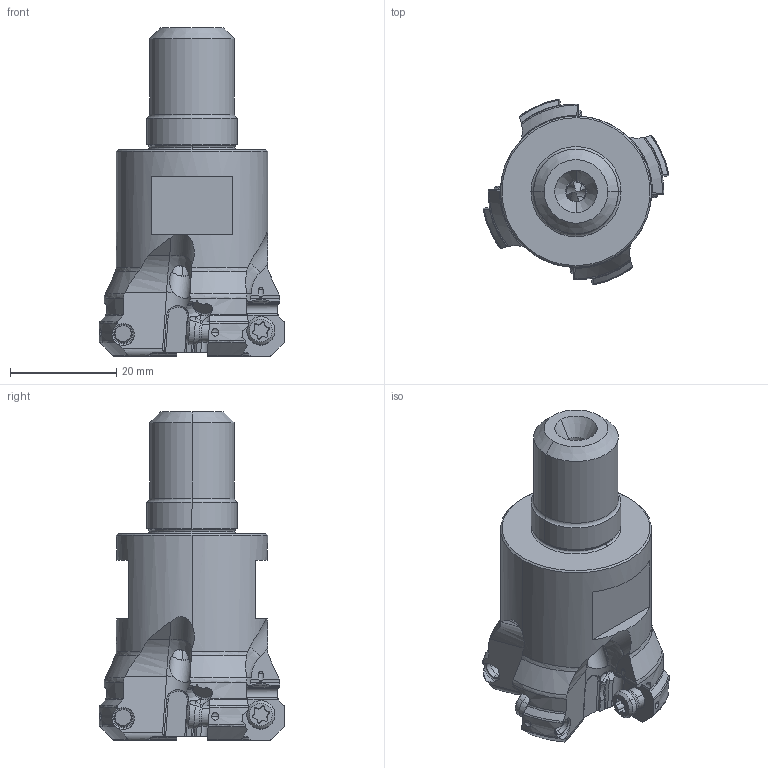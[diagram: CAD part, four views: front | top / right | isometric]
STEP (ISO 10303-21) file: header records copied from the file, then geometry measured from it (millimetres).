
FILE_DESCRIPTION(/* description */ (''),/* implementation_level */ '2;1');
FILE_NAME(/* name */ 'ARP6UPR2404AM1640.stp',/* time_stamp */ '2017-10-10T11:45:51+09:00',/* author */ (''),/* organization */ (''),/* preprocessor_version */ 'ST-DEVELOPER v16',/* originating_system */ 'SIEMENS PLM Software NX 10.0',/* authorisation */ '');
FILE_SCHEMA (('AUTOMOTIVE_DESIGN { 1 0 10303 214 3 1 1 1 }'));
Length unit declared in the file: millimetre
Products named in the file (1): ARP6UPR2404AM1640_ASM
Bounding box: 35.05 x 35.05 x 61.88 mm (x, y, z)
Volume: 24312.8 mm3; surface area: 8515.2 mm2
Topology: 5 solids, 5 shells, 561 faces, 1578 edges, 1036 vertices
Faces by surface type: cylinder 216, plane 133, torus 78, cone 78, extrusion 24, sphere 20, bspline 12
Entity records: 24369 total; most frequent: CARTESIAN_POINT 10076, ORIENTED_EDGE 3136, DIRECTION 2840, EDGE_CURVE 1568, AXIS2_PLACEMENT_3D 1187, VERTEX_POINT 1036, EDGE_LOOP 596, CIRCLE 572
